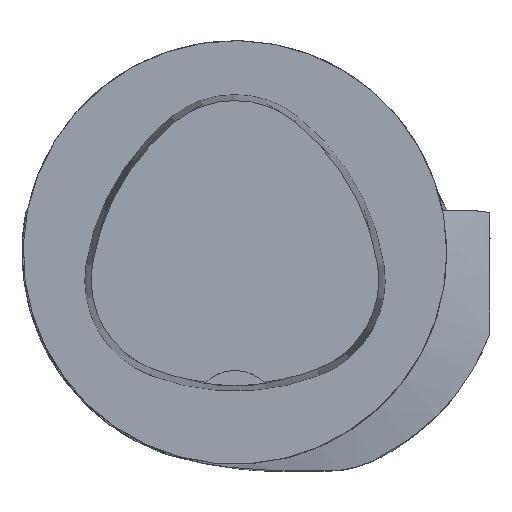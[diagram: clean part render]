
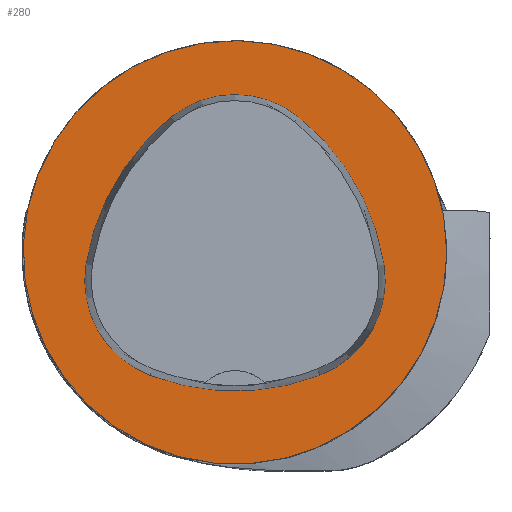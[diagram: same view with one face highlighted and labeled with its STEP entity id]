
A CAD part, top view. The second image highlights one B-rep face of the part: STEP entity #280.
In plain terms, the highlighted planar face has unit normal (0, 0, 1).
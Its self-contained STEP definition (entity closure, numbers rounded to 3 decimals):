
#280=ADVANCED_FACE('',(#683,#684),#355,.T.);
#355=PLANE('',#1885);
#683=FACE_BOUND('',#728,.T.);
#684=FACE_BOUND('',#729,.T.);
#728=EDGE_LOOP('',(#1003,#1004,#1005,#1006,#1007,#1008));
#729=EDGE_LOOP('',(#1009));
#1003=ORIENTED_EDGE('',*,*,#1569,.F.);
#1004=ORIENTED_EDGE('',*,*,#1564,.F.);
#1005=ORIENTED_EDGE('',*,*,#1559,.F.);
#1006=ORIENTED_EDGE('',*,*,#1556,.F.);
#1007=ORIENTED_EDGE('',*,*,#1553,.F.);
#1008=ORIENTED_EDGE('',*,*,#1549,.F.);
#1009=ORIENTED_EDGE('',*,*,#1539,.T.);
#1356=VERTEX_POINT('',#2817);
#1365=VERTEX_POINT('',#2837);
#1366=VERTEX_POINT('',#2838);
#1369=VERTEX_POINT('',#2846);
#1371=VERTEX_POINT('',#2852);
#1373=VERTEX_POINT('',#2858);
#1377=VERTEX_POINT('',#2871);
#1539=EDGE_CURVE('',#1356,#1356,#1682,.T.);
#1549=EDGE_CURVE('',#1365,#1366,#1683,.T.);
#1553=EDGE_CURVE('',#1366,#1369,#1685,.T.);
#1556=EDGE_CURVE('',#1369,#1371,#1687,.T.);
#1559=EDGE_CURVE('',#1371,#1373,#1689,.T.);
#1564=EDGE_CURVE('',#1373,#1377,#1692,.T.);
#1569=EDGE_CURVE('',#1377,#1365,#1695,.T.);
#1682=CIRCLE('',#1856,25.);
#1683=CIRCLE('',#1863,28.);
#1685=CIRCLE('',#1866,12.);
#1687=CIRCLE('',#1869,28.);
#1689=CIRCLE('',#1872,12.);
#1692=CIRCLE('',#1876,28.);
#1695=CIRCLE('',#1880,12.);
#1856=AXIS2_PLACEMENT_3D('',#2816,#2164,#2165);
#1863=AXIS2_PLACEMENT_3D('',#2836,#2182,#2183);
#1866=AXIS2_PLACEMENT_3D('',#2845,#2190,#2191);
#1869=AXIS2_PLACEMENT_3D('',#2851,#2197,#2198);
#1872=AXIS2_PLACEMENT_3D('',#2857,#2204,#2205);
#1876=AXIS2_PLACEMENT_3D('',#2870,#2213,#2214);
#1880=AXIS2_PLACEMENT_3D('',#2883,#2222,#2223);
#1885=AXIS2_PLACEMENT_3D('',#2888,#2232,#2233);
#2164=DIRECTION('',(0.,0.,1.));
#2165=DIRECTION('',(1.,0.,0.));
#2182=DIRECTION('',(0.,0.,1.));
#2183=DIRECTION('',(1.,0.,0.));
#2190=DIRECTION('',(0.,0.,1.));
#2191=DIRECTION('',(1.,0.,0.));
#2197=DIRECTION('',(0.,0.,1.));
#2198=DIRECTION('',(1.,0.,0.));
#2204=DIRECTION('',(0.,0.,1.));
#2205=DIRECTION('',(1.,0.,0.));
#2213=DIRECTION('',(0.,0.,1.));
#2214=DIRECTION('',(1.,0.,0.));
#2222=DIRECTION('',(0.,0.,1.));
#2223=DIRECTION('',(1.,0.,0.));
#2232=DIRECTION('',(0.,0.,1.));
#2233=DIRECTION('',(-1.,0.,0.));
#2816=CARTESIAN_POINT('',(0.,0.,0.));
#2817=CARTESIAN_POINT('',(25.,0.,0.));
#2836=CARTESIAN_POINT('',(-10.068,-5.824,0.));
#2837=CARTESIAN_POINT('',(17.584,-1.424,0.));
#2838=CARTESIAN_POINT('',(7.531,15.953,0.));
#2845=CARTESIAN_POINT('',(-0.011,6.62,0.));
#2846=CARTESIAN_POINT('',(-7.567,15.942,0.));
#2851=CARTESIAN_POINT('',(10.063,-5.81,0.));
#2852=CARTESIAN_POINT('',(-17.59,-1.418,0.));
#2857=CARTESIAN_POINT('',(-5.739,-3.3,0.));
#2858=CARTESIAN_POINT('',(-10.05,-14.499,0.));
#2870=CARTESIAN_POINT('',(0.01,11.631,0.));
#2871=CARTESIAN_POINT('',(10.025,-14.516,0.));
#2883=CARTESIAN_POINT('',(5.733,-3.31,0.));
#2888=CARTESIAN_POINT('',(0.,0.,0.));
